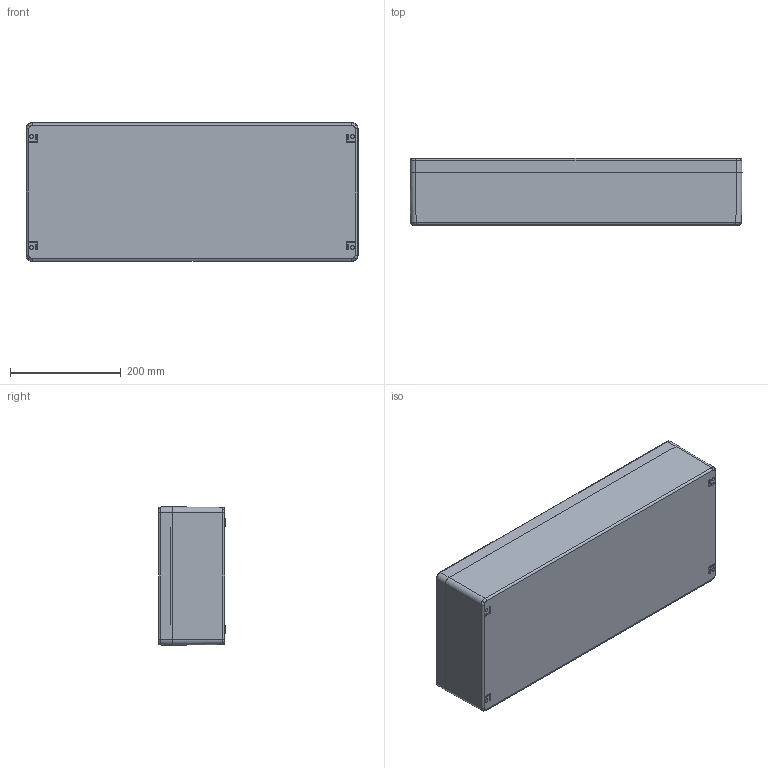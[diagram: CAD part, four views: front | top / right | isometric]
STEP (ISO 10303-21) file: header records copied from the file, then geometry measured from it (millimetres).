
FILE_DESCRIPTION (( 'STEP AP214' ), '1' );
FILE_NAME ('02256012.STEP', '2008-08-14T14:04:31', ( ' ' ), ( '' ), 'SwSTEP 2.0', 'SolidWorks 2008', '' );
FILE_SCHEMA (( 'AUTOMOTIVE_DESIGN' ));
Length unit declared in the file: millimetre
Products named in the file (8): 21144-Unterteil_Standard; 86222_Standard; 86224_Standard; 21144-Deckel_Standard; 82005_Standard; 93136_Standard; 02256012
Assembly tree (22 placements, depth 3):
  02256012
    93136_Standard  x6
    21144-Deckel_Standard
    82005_Standard
    21144-Unterteil_Standard
      86222_Standard  x6
      86224_Standard  x6
      21144-Unterteil_Standard
Bounding box: 600 x 121 x 250 mm (x, y, z)
Volume: 3004263.8 mm3; surface area: 1023175 mm2
Topology: 21 solids, 21 shells, 1505 faces, 3589 edges, 2186 vertices
Faces by surface type: plane 488, cylinder 373, cone 294, bspline 208, torus 138, sphere 4
Entity records: 33589 total; most frequent: CARTESIAN_POINT 12898, ORIENTED_EDGE 4522, DIRECTION 4129, EDGE_CURVE 2261, AXIS2_PLACEMENT_3D 1643, VERTEX_POINT 1366, EDGE_LOOP 1023, ADVANCED_FACE 955
